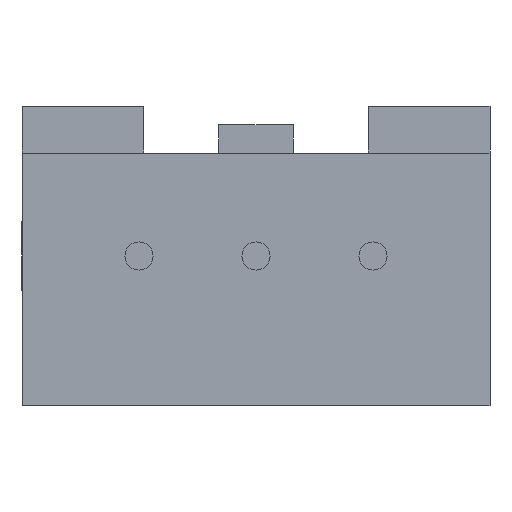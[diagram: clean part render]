
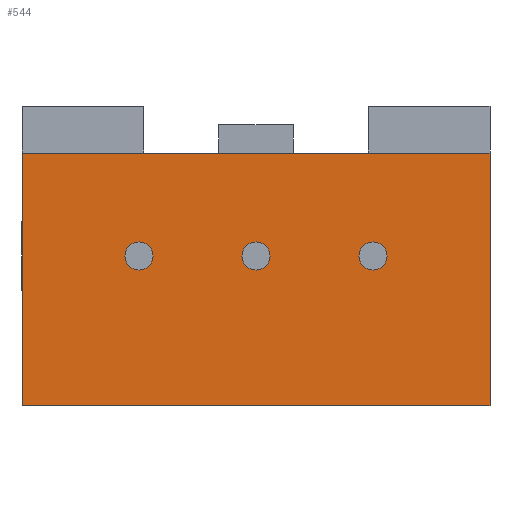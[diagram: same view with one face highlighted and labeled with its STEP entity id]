
A CAD part, front view. The second image highlights one B-rep face of the part: STEP entity #544.
In plain terms, the highlighted planar face has unit normal (0, -1, 0).
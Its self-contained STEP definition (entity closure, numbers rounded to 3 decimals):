
#373 = EDGE_CURVE ( 'NONE', #374, #375, #1596, .T. ) ;
#374 = VERTEX_POINT ( 'NONE', #1592 ) ;
#375 = VERTEX_POINT ( 'NONE', #1591 ) ;
#406 = VERTEX_POINT ( 'NONE', #1836 ) ;
#415 = ORIENTED_EDGE ( 'NONE', *, *, #416, .F. ) ;
#416 = EDGE_CURVE ( 'NONE', #432, #431, #1871, .T. ) ;
#417 = EDGE_LOOP ( 'NONE', ( #418, #419 ) ) ;
#418 = ORIENTED_EDGE ( 'NONE', *, *, #570, .F. ) ;
#419 = ORIENTED_EDGE ( 'NONE', *, *, #420, .F. ) ;
#420 = EDGE_CURVE ( 'NONE', #571, #406, #1865, .T. ) ;
#430 = EDGE_CURVE ( 'NONE', #431, #432, #1911, .T. ) ;
#431 = VERTEX_POINT ( 'NONE', #1906 ) ;
#432 = VERTEX_POINT ( 'NONE', #1905 ) ;
#544 = ADVANCED_FACE ( 'NONE', ( #2056, #2055, #2054, #2053 ), #2097, .F. ) ;
#545 = EDGE_LOOP ( 'NONE', ( #546, #548 ) ) ;
#546 = ORIENTED_EDGE ( 'NONE', *, *, #373, .F. ) ;
#548 = ORIENTED_EDGE ( 'NONE', *, *, #549, .F. ) ;
#549 = EDGE_CURVE ( 'NONE', #375, #374, #2096, .T. ) ;
#550 = EDGE_LOOP ( 'NONE', ( #551, #613, #616, #619 ) ) ;
#551 = ORIENTED_EDGE ( 'NONE', *, *, #552, .F. ) ;
#552 = EDGE_CURVE ( 'NONE', #611, #612, #2087, .T. ) ;
#570 = EDGE_CURVE ( 'NONE', #406, #571, #2302, .T. ) ;
#571 = VERTEX_POINT ( 'NONE', #2297 ) ;
#611 = VERTEX_POINT ( 'NONE', #2214 ) ;
#612 = VERTEX_POINT ( 'NONE', #2213 ) ;
#613 = ORIENTED_EDGE ( 'NONE', *, *, #614, .T. ) ;
#614 = EDGE_CURVE ( 'NONE', #611, #615, #2212, .T. ) ;
#615 = VERTEX_POINT ( 'NONE', #2208 ) ;
#616 = ORIENTED_EDGE ( 'NONE', *, *, #617, .T. ) ;
#617 = EDGE_CURVE ( 'NONE', #615, #618, #2207, .T. ) ;
#618 = VERTEX_POINT ( 'NONE', #2203 ) ;
#619 = ORIENTED_EDGE ( 'NONE', *, *, #620, .T. ) ;
#620 = EDGE_CURVE ( 'NONE', #618, #612, #2201, .T. ) ;
#621 = EDGE_LOOP ( 'NONE', ( #622, #415 ) ) ;
#622 = ORIENTED_EDGE ( 'NONE', *, *, #430, .F. ) ;
#1591 = CARTESIAN_POINT ( 'NONE',  ( 0., 0., 0.3 ) ) ;
#1592 = CARTESIAN_POINT ( 'NONE',  ( 0., 0., -0.3 ) ) ;
#1593 = DIRECTION ( 'NONE',  ( 0., 0., 1. ) ) ;
#1594 = DIRECTION ( 'NONE',  ( 0., -1., 0. ) ) ;
#1595 = CARTESIAN_POINT ( 'NONE',  ( 0., 0., 0. ) ) ;
#1596 = CIRCLE ( 'NONE', #1601, 0.3 ) ;
#1601 = AXIS2_PLACEMENT_3D ( 'NONE', #1595, #1594, #1593 ) ;
#1836 = CARTESIAN_POINT ( 'NONE',  ( -2.5, 0., -0.3 ) ) ;
#1861 = DIRECTION ( 'NONE',  ( 0., 0., 1. ) ) ;
#1862 = DIRECTION ( 'NONE',  ( 0., -1., 0. ) ) ;
#1863 = CARTESIAN_POINT ( 'NONE',  ( -2.5, 0., 0. ) ) ;
#1864 = AXIS2_PLACEMENT_3D ( 'NONE', #1863, #1862, #1861 ) ;
#1865 = CIRCLE ( 'NONE', #1864, 0.3 ) ;
#1867 = DIRECTION ( 'NONE',  ( 0., 0., 1. ) ) ;
#1868 = DIRECTION ( 'NONE',  ( 0., -1., 0. ) ) ;
#1869 = CARTESIAN_POINT ( 'NONE',  ( 2.5, 0., 0. ) ) ;
#1870 = AXIS2_PLACEMENT_3D ( 'NONE', #1869, #1868, #1867 ) ;
#1871 = CIRCLE ( 'NONE', #1870, 0.3 ) ;
#1905 = CARTESIAN_POINT ( 'NONE',  ( 2.5, 0., 0.3 ) ) ;
#1906 = CARTESIAN_POINT ( 'NONE',  ( 2.5, 0., -0.3 ) ) ;
#1907 = DIRECTION ( 'NONE',  ( 0., 0., 1. ) ) ;
#1908 = DIRECTION ( 'NONE',  ( 0., -1., 0. ) ) ;
#1909 = CARTESIAN_POINT ( 'NONE',  ( 2.5, 0., 0. ) ) ;
#1910 = AXIS2_PLACEMENT_3D ( 'NONE', #1909, #1908, #1907 ) ;
#1911 = CIRCLE ( 'NONE', #1910, 0.3 ) ;
#2053 = FACE_BOUND ( 'NONE', #417, .T. ) ;
#2054 = FACE_BOUND ( 'NONE', #621, .T. ) ;
#2055 = FACE_OUTER_BOUND ( 'NONE', #550, .T. ) ;
#2056 = FACE_BOUND ( 'NONE', #545, .T. ) ;
#2084 = DIRECTION ( 'NONE',  ( 0., 0., -1. ) ) ;
#2085 = VECTOR ( 'NONE', #2084, 1000. ) ;
#2086 = CARTESIAN_POINT ( 'NONE',  ( 5., 0., 3.2 ) ) ;
#2087 = LINE ( 'NONE', #2086, #2085 ) ;
#2088 = DIRECTION ( 'NONE',  ( 0., 0., 1. ) ) ;
#2089 = DIRECTION ( 'NONE',  ( 0., -1., 0. ) ) ;
#2090 = CARTESIAN_POINT ( 'NONE',  ( 0., 0., 0. ) ) ;
#2091 = AXIS2_PLACEMENT_3D ( 'NONE', #2090, #2089, #2088 ) ;
#2092 = DIRECTION ( 'NONE',  ( 0., 0., 1. ) ) ;
#2093 = DIRECTION ( 'NONE',  ( 0., 1., 0. ) ) ;
#2094 = CARTESIAN_POINT ( 'NONE',  ( -5., 0., 3.2 ) ) ;
#2095 = AXIS2_PLACEMENT_3D ( 'NONE', #2094, #2093, #2092 ) ;
#2096 = CIRCLE ( 'NONE', #2091, 0.3 ) ;
#2097 = PLANE ( 'NONE',  #2095 ) ;
#2198 = DIRECTION ( 'NONE',  ( 1., 0., 0. ) ) ;
#2199 = VECTOR ( 'NONE', #2198, 1000. ) ;
#2200 = CARTESIAN_POINT ( 'NONE',  ( -5., 0., -3.2 ) ) ;
#2201 = LINE ( 'NONE', #2200, #2199 ) ;
#2203 = CARTESIAN_POINT ( 'NONE',  ( -5., 0., -3.2 ) ) ;
#2204 = DIRECTION ( 'NONE',  ( 0., 0., -1. ) ) ;
#2205 = VECTOR ( 'NONE', #2204, 1000. ) ;
#2206 = CARTESIAN_POINT ( 'NONE',  ( -5., 0., 3.2 ) ) ;
#2207 = LINE ( 'NONE', #2206, #2205 ) ;
#2208 = CARTESIAN_POINT ( 'NONE',  ( -5., 0., 2.2 ) ) ;
#2209 = DIRECTION ( 'NONE',  ( -1., 0., 0. ) ) ;
#2210 = VECTOR ( 'NONE', #2209, 1000. ) ;
#2211 = CARTESIAN_POINT ( 'NONE',  ( -2.4, 0., 2.2 ) ) ;
#2212 = LINE ( 'NONE', #2211, #2210 ) ;
#2213 = CARTESIAN_POINT ( 'NONE',  ( 5., 0., -3.2 ) ) ;
#2214 = CARTESIAN_POINT ( 'NONE',  ( 5., 0., 2.2 ) ) ;
#2297 = CARTESIAN_POINT ( 'NONE',  ( -2.5, 0., 0.3 ) ) ;
#2298 = DIRECTION ( 'NONE',  ( 0., 0., 1. ) ) ;
#2299 = DIRECTION ( 'NONE',  ( 0., -1., 0. ) ) ;
#2300 = CARTESIAN_POINT ( 'NONE',  ( -2.5, 0., 0. ) ) ;
#2301 = AXIS2_PLACEMENT_3D ( 'NONE', #2300, #2299, #2298 ) ;
#2302 = CIRCLE ( 'NONE', #2301, 0.3 ) ;
